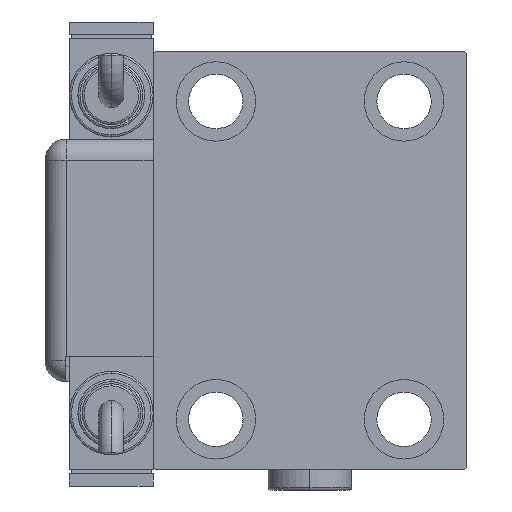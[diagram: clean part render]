
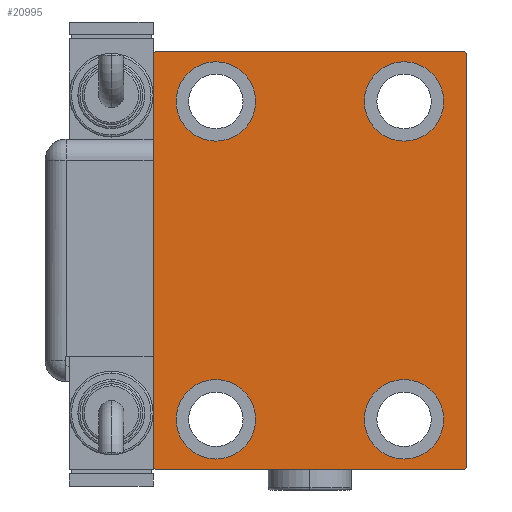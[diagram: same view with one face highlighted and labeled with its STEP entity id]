
A CAD part, left-side view. The second image highlights one B-rep face of the part: STEP entity #20995.
In plain terms, the highlighted face is planar.
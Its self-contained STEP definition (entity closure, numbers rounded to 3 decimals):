
#615 = ORIENTED_EDGE ( 'NONE', *, *, #25586, .T. ) ;
#706 = VERTEX_POINT ( 'NONE', #54917 ) ;
#994 = VERTEX_POINT ( 'NONE', #41143 ) ;
#1039 = VERTEX_POINT ( 'NONE', #13000 ) ;
#1939 = ORIENTED_EDGE ( 'NONE', *, *, #34746, .T. ) ;
#1938 = VECTOR ( 'NONE', #53998, 1000. ) ;
#2193 = VERTEX_POINT ( 'NONE', #54354 ) ;
#2273 = LINE ( 'NONE', #35408, #9721 ) ;
#2568 = VERTEX_POINT ( 'NONE', #45871 ) ;
#3758 = VECTOR ( 'NONE', #18822, 1000. ) ;
#4309 = AXIS2_PLACEMENT_3D ( 'NONE', #36870, #42191, #32220 ) ;
#4454 = LINE ( 'NONE', #61581, #3758 ) ;
#5732 = CARTESIAN_POINT ( 'NONE',  ( 193., -22.5, -47.5 ) ) ;
#6408 = EDGE_LOOP ( 'NONE', ( #60326, #35306 ) ) ;
#6838 = LINE ( 'NONE', #15909, #1938 ) ;
#7355 = ORIENTED_EDGE ( 'NONE', *, *, #48722, .T. ) ;
#7800 = DIRECTION ( 'NONE',  ( 0., 0., 1. ) ) ;
#8049 = CARTESIAN_POINT ( 'NONE',  ( 193., 37., -50. ) ) ;
#8150 = DIRECTION ( 'NONE',  ( 0., 0., 1. ) ) ;
#9182 = DIRECTION ( 'NONE',  ( 0., 0., 1. ) ) ;
#9721 = VECTOR ( 'NONE', #21346, 1000. ) ;
#10125 = DIRECTION ( 'NONE',  ( 0., 0.707, -0.707 ) ) ;
#10326 = CIRCLE ( 'NONE', #47243, 9.5 ) ;
#10468 = EDGE_CURVE ( 'NONE', #23402, #31030, #6838, .T. ) ;
#10748 = DIRECTION ( 'NONE',  ( 0., 0., 1. ) ) ;
#12476 = DIRECTION ( 'NONE',  ( -1., 0., 0. ) ) ;
#13000 = CARTESIAN_POINT ( 'NONE',  ( 193., -37., -50. ) ) ;
#13325 = EDGE_CURVE ( 'NONE', #22431, #15996, #48943, .T. ) ;
#13753 = CIRCLE ( 'NONE', #37658, 9.5 ) ;
#14061 = DIRECTION ( 'NONE',  ( -1., 0., 0. ) ) ;
#14088 = VECTOR ( 'NONE', #42615, 1000. ) ;
#14800 = AXIS2_PLACEMENT_3D ( 'NONE', #25272, #29962, #24658 ) ;
#14848 = CARTESIAN_POINT ( 'NONE',  ( 193., 22.5, -28.5 ) ) ;
#15366 = CIRCLE ( 'NONE', #50271, 9.5 ) ;
#15909 = CARTESIAN_POINT ( 'NONE',  ( 193., 43.5, -43.5 ) ) ;
#15996 = VERTEX_POINT ( 'NONE', #27470 ) ;
#17076 = CIRCLE ( 'NONE', #51982, 9.5 ) ;
#17404 = ORIENTED_EDGE ( 'NONE', *, *, #13325, .T. ) ;
#18259 = CARTESIAN_POINT ( 'NONE',  ( 193., -37.5, 50. ) ) ;
#18822 = DIRECTION ( 'NONE',  ( 0., 1., 0. ) ) ;
#18877 = LINE ( 'NONE', #33566, #49204 ) ;
#18900 = DIRECTION ( 'NONE',  ( 0., 0., 1. ) ) ;
#19862 = CARTESIAN_POINT ( 'NONE',  ( 193., -37.5, 49.5 ) ) ;
#19900 = PLANE ( 'NONE',  #53072 ) ;
#20466 = EDGE_LOOP ( 'NONE', ( #45483, #24094 ) ) ;
#20786 = ORIENTED_EDGE ( 'NONE', *, *, #60823, .T. ) ;
#20995 = ADVANCED_FACE ( 'NONE', ( #23686, #42743, #48334, #57074, #28998 ), #19900, .T. ) ;
#21346 = DIRECTION ( 'NONE',  ( 0., -1., 0. ) ) ;
#21811 = CIRCLE ( 'NONE', #14800, 9.5 ) ;
#21941 = VERTEX_POINT ( 'NONE', #53111 ) ;
#22431 = VERTEX_POINT ( 'NONE', #59542 ) ;
#22802 = DIRECTION ( 'NONE',  ( -1., 0., 0. ) ) ;
#23060 = EDGE_CURVE ( 'NONE', #48906, #706, #34237, .T. ) ;
#23239 = LINE ( 'NONE', #42602, #37792 ) ;
#23402 = VERTEX_POINT ( 'NONE', #8049 ) ;
#23443 = CARTESIAN_POINT ( 'NONE',  ( 193., -22.5, -38. ) ) ;
#23479 = DIRECTION ( 'NONE',  ( -1., 0., 0. ) ) ;
#23553 = LINE ( 'NONE', #18259, #14088 ) ;
#23686 = FACE_BOUND ( 'NONE', #48432, .T. ) ;
#23766 = EDGE_CURVE ( 'NONE', #2568, #1039, #18877, .T. ) ;
#23992 = DIRECTION ( 'NONE',  ( 0., 0., -1. ) ) ;
#24094 = ORIENTED_EDGE ( 'NONE', *, *, #23060, .T. ) ;
#24296 = CARTESIAN_POINT ( 'NONE',  ( 193., 0., 0. ) ) ;
#24658 = DIRECTION ( 'NONE',  ( 0., 0., 1. ) ) ;
#25180 = VERTEX_POINT ( 'NONE', #5732 ) ;
#25272 = CARTESIAN_POINT ( 'NONE',  ( 193., 22.5, -38. ) ) ;
#25586 = EDGE_CURVE ( 'NONE', #45382, #25180, #15366, .T. ) ;
#25702 = ORIENTED_EDGE ( 'NONE', *, *, #61249, .T. ) ;
#26657 = VECTOR ( 'NONE', #46822, 1000. ) ;
#27470 = CARTESIAN_POINT ( 'NONE',  ( 193., 22.5, 47.5 ) ) ;
#27752 = CARTESIAN_POINT ( 'NONE',  ( 193., -22.5, -28.5 ) ) ;
#27819 = ORIENTED_EDGE ( 'NONE', *, *, #51737, .T. ) ;
#27860 = EDGE_CURVE ( 'NONE', #54343, #43126, #10326, .T. ) ;
#28169 = ORIENTED_EDGE ( 'NONE', *, *, #10468, .T. ) ;
#28998 = FACE_OUTER_BOUND ( 'NONE', #39657, .T. ) ;
#29507 = CIRCLE ( 'NONE', #61396, 9.5 ) ;
#29962 = DIRECTION ( 'NONE',  ( -1., 0., 0. ) ) ;
#30927 = ORIENTED_EDGE ( 'NONE', *, *, #23766, .T. ) ;
#31029 = CARTESIAN_POINT ( 'NONE',  ( 193., 43.5, 43.5 ) ) ;
#31030 = VERTEX_POINT ( 'NONE', #60116 ) ;
#32220 = DIRECTION ( 'NONE',  ( 0., 0., 1. ) ) ;
#32989 = CARTESIAN_POINT ( 'NONE',  ( 193., 22.5, 38. ) ) ;
#33256 = EDGE_CURVE ( 'NONE', #25180, #45382, #29507, .T. ) ;
#33566 = CARTESIAN_POINT ( 'NONE',  ( 193., -43.5, -43.5 ) ) ;
#34237 = CIRCLE ( 'NONE', #4309, 9.5 ) ;
#34746 = EDGE_CURVE ( 'NONE', #994, #2193, #2273, .T. ) ;
#35306 = ORIENTED_EDGE ( 'NONE', *, *, #50330, .T. ) ;
#35408 = CARTESIAN_POINT ( 'NONE',  ( 193., 37.5, 50. ) ) ;
#36870 = CARTESIAN_POINT ( 'NONE',  ( 193., -22.5, 38. ) ) ;
#37658 = AXIS2_PLACEMENT_3D ( 'NONE', #41560, #22802, #7800 ) ;
#37792 = VECTOR ( 'NONE', #9182, 1000. ) ;
#38680 = VERTEX_POINT ( 'NONE', #19862 ) ;
#39468 = CARTESIAN_POINT ( 'NONE',  ( 193., -22.5, 47.5 ) ) ;
#39657 = EDGE_LOOP ( 'NONE', ( #1939, #40320, #25702, #30927, #7355, #28169, #27819, #50373 ) ) ;
#40320 = ORIENTED_EDGE ( 'NONE', *, *, #42677, .T. ) ;
#41143 = CARTESIAN_POINT ( 'NONE',  ( 193., 37., 50. ) ) ;
#41560 = CARTESIAN_POINT ( 'NONE',  ( 193., -22.5, 38. ) ) ;
#42191 = DIRECTION ( 'NONE',  ( -1., 0., 0. ) ) ;
#42246 = CARTESIAN_POINT ( 'NONE',  ( 193., -22.5, -38. ) ) ;
#42602 = CARTESIAN_POINT ( 'NONE',  ( 193., 37.5, -50. ) ) ;
#42615 = DIRECTION ( 'NONE',  ( 0., 0., -1. ) ) ;
#42677 = EDGE_CURVE ( 'NONE', #2193, #38680, #56181, .T. ) ;
#42743 = FACE_BOUND ( 'NONE', #20466, .T. ) ;
#43126 = VERTEX_POINT ( 'NONE', #14848 ) ;
#43528 = ORIENTED_EDGE ( 'NONE', *, *, #33256, .T. ) ;
#44143 = LINE ( 'NONE', #31029, #56839 ) ;
#44484 = CARTESIAN_POINT ( 'NONE',  ( 193., 22.5, -38. ) ) ;
#45382 = VERTEX_POINT ( 'NONE', #27752 ) ;
#45483 = ORIENTED_EDGE ( 'NONE', *, *, #48840, .T. ) ;
#45595 = CARTESIAN_POINT ( 'NONE',  ( 193., 22.5, 38. ) ) ;
#45871 = CARTESIAN_POINT ( 'NONE',  ( 193., -37.5, -49.5 ) ) ;
#46822 = DIRECTION ( 'NONE',  ( 0., -0.707, -0.707 ) ) ;
#47243 = AXIS2_PLACEMENT_3D ( 'NONE', #44484, #54437, #10748 ) ;
#47715 = DIRECTION ( 'NONE',  ( 1., 0., 0. ) ) ;
#48334 = FACE_BOUND ( 'NONE', #50742, .T. ) ;
#48432 = EDGE_LOOP ( 'NONE', ( #43528, #615 ) ) ;
#48722 = EDGE_CURVE ( 'NONE', #1039, #23402, #4454, .T. ) ;
#48840 = EDGE_CURVE ( 'NONE', #706, #48906, #13753, .T. ) ;
#48906 = VERTEX_POINT ( 'NONE', #39468 ) ;
#48943 = CIRCLE ( 'NONE', #53915, 9.5 ) ;
#49204 = VECTOR ( 'NONE', #10125, 1000. ) ;
#50271 = AXIS2_PLACEMENT_3D ( 'NONE', #23443, #14061, #8150 ) ;
#50330 = EDGE_CURVE ( 'NONE', #43126, #54343, #21811, .T. ) ;
#50373 = ORIENTED_EDGE ( 'NONE', *, *, #53423, .T. ) ;
#50580 = DIRECTION ( 'NONE',  ( 0., 0., 1. ) ) ;
#50742 = EDGE_LOOP ( 'NONE', ( #17404, #20786 ) ) ;
#51737 = EDGE_CURVE ( 'NONE', #31030, #21941, #23239, .T. ) ;
#51982 = AXIS2_PLACEMENT_3D ( 'NONE', #45595, #12476, #50580 ) ;
#52012 = DIRECTION ( 'NONE',  ( -1., 0., 0. ) ) ;
#52265 = CARTESIAN_POINT ( 'NONE',  ( 193., 22.5, -47.5 ) ) ;
#52798 = DIRECTION ( 'NONE',  ( 0., 0., 1. ) ) ;
#53072 = AXIS2_PLACEMENT_3D ( 'NONE', #24296, #47715, #23992 ) ;
#53111 = CARTESIAN_POINT ( 'NONE',  ( 193., 37.5, 49.5 ) ) ;
#53423 = EDGE_CURVE ( 'NONE', #21941, #994, #44143, .T. ) ;
#53915 = AXIS2_PLACEMENT_3D ( 'NONE', #32989, #52012, #18900 ) ;
#53998 = DIRECTION ( 'NONE',  ( 0., 0.707, 0.707 ) ) ;
#54343 = VERTEX_POINT ( 'NONE', #52265 ) ;
#54354 = CARTESIAN_POINT ( 'NONE',  ( 193., -37., 50. ) ) ;
#54437 = DIRECTION ( 'NONE',  ( -1., 0., 0. ) ) ;
#54917 = CARTESIAN_POINT ( 'NONE',  ( 193., -22.5, 28.5 ) ) ;
#56181 = LINE ( 'NONE', #60537, #26657 ) ;
#56839 = VECTOR ( 'NONE', #58471, 1000. ) ;
#57074 = FACE_BOUND ( 'NONE', #6408, .T. ) ;
#58471 = DIRECTION ( 'NONE',  ( 0., -0.707, 0.707 ) ) ;
#59542 = CARTESIAN_POINT ( 'NONE',  ( 193., 22.5, 28.5 ) ) ;
#60116 = CARTESIAN_POINT ( 'NONE',  ( 193., 37.5, -49.5 ) ) ;
#60326 = ORIENTED_EDGE ( 'NONE', *, *, #27860, .T. ) ;
#60537 = CARTESIAN_POINT ( 'NONE',  ( 193., -43.5, 43.5 ) ) ;
#60823 = EDGE_CURVE ( 'NONE', #15996, #22431, #17076, .T. ) ;
#61249 = EDGE_CURVE ( 'NONE', #38680, #2568, #23553, .T. ) ;
#61396 = AXIS2_PLACEMENT_3D ( 'NONE', #42246, #23479, #52798 ) ;
#61581 = CARTESIAN_POINT ( 'NONE',  ( 193., -37.5, -50. ) ) ;
